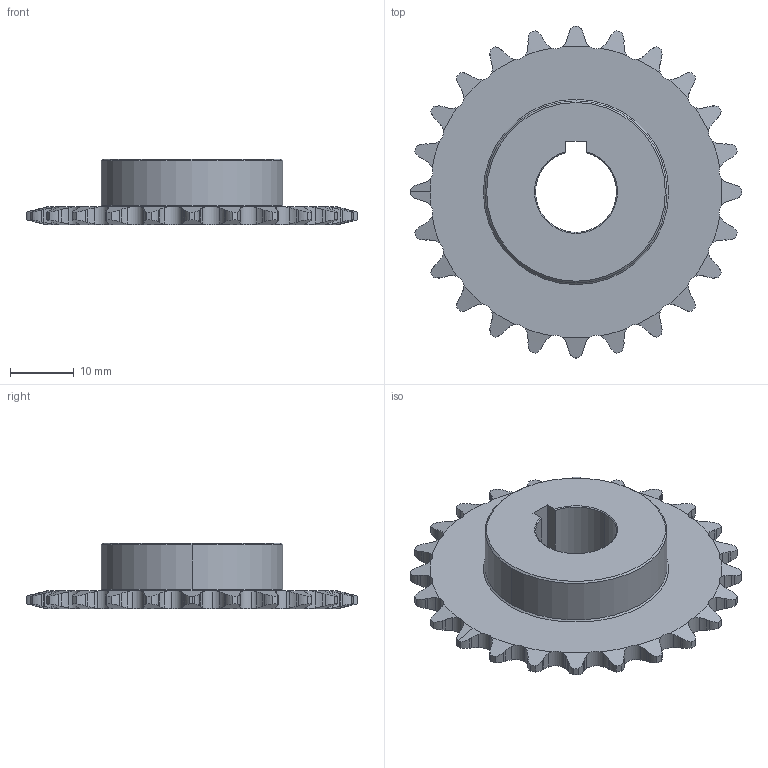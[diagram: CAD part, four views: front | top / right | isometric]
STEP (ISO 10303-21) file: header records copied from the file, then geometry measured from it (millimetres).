
FILE_DESCRIPTION (( 'STEP AP203' ), '1' );
FILE_NAME ('S25-24HA-500K.STEP', '2017-06-23T13:36:26', ( '' ), ( '' ), 'SwSTEP 2.0', 'SolidWorks 2017', '' );
FILE_SCHEMA (( 'CONFIG_CONTROL_DESIGN' ));
Length unit declared in the file: inch
Products named in the file (1): S25-24HA-500K
Bounding box: 52.04 x 52.04 x 10.29 mm (x, y, z)
Volume: 8409.3 mm3; surface area: 4992.2 mm2
Topology: 1 solids, 1 shells, 278 faces, 816 edges, 541 vertices
Faces by surface type: cylinder 164, cone 60, plane 54
Entity records: 9888 total; most frequent: CARTESIAN_POINT 3052, ORIENTED_EDGE 1632, DIRECTION 1143, EDGE_CURVE 816, VERTEX_POINT 541, AXIS2_PLACEMENT_3D 456, B_SPLINE_CURVE_WITH_KNOTS 408, EDGE_LOOP 281
